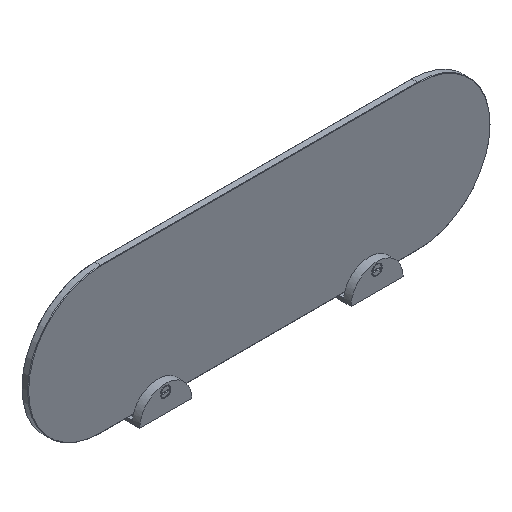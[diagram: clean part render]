
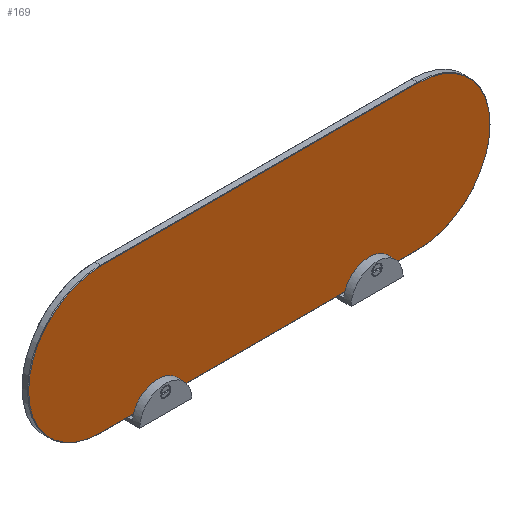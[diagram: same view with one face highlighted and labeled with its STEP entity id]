
A CAD part, isometric view. The second image highlights one B-rep face of the part: STEP entity #169.
In plain terms, the highlighted planar face has unit normal (0, -1, 0).
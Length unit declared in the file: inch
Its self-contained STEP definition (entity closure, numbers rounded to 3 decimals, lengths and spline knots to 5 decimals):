
#2=DIRECTION('',(-1.,0.,0.));
#3=VECTOR('',#2,12.);
#4=CARTESIAN_POINT('',(6.,-0.125,2.73));
#5=LINE('',#4,#3);
#6=CARTESIAN_POINT('',(6.,-0.125,0.));
#7=DIRECTION('',(0.,-1.,0.));
#8=DIRECTION('',(0.,0.,-1.));
#9=AXIS2_PLACEMENT_3D('',#6,#7,#8);
#11=DIRECTION('',(1.,0.,0.));
#12=VECTOR('',#11,12.);
#13=CARTESIAN_POINT('',(-6.,-0.125,
-2.73));
#14=LINE('',#13,#12);
#15=CARTESIAN_POINT('',(-6.,-0.125,0.));
#16=DIRECTION('',(0.,-1.,0.));
#17=DIRECTION('',(0.,0.,1.));
#18=AXIS2_PLACEMENT_3D('',#15,#16,#17);
#138=CARTESIAN_POINT('',(6.,-0.125,2.73));
#139=CARTESIAN_POINT('',(-6.,-0.125,
2.73));
#140=VERTEX_POINT('',#138);
#141=VERTEX_POINT('',#139);
#146=CARTESIAN_POINT('',(-6.,-0.125,-2.73));
#147=VERTEX_POINT('',#146);
#150=CARTESIAN_POINT('',(6.,-0.125,
-2.73));
#151=VERTEX_POINT('',#150);
#154=CARTESIAN_POINT('',(0.,-0.125,0.));
#155=DIRECTION('',(0.,1.,0.));
#156=DIRECTION('',(1.,0.,0.));
#157=AXIS2_PLACEMENT_3D('',#154,#155,#156);
#158=PLANE('',#157);
#160=ORIENTED_EDGE('',*,*,#159,.F.);
#162=ORIENTED_EDGE('',*,*,#161,.F.);
#164=ORIENTED_EDGE('',*,*,#163,.F.);
#166=ORIENTED_EDGE('',*,*,#165,.F.);
#167=EDGE_LOOP('',(#160,#162,#164,#166));
#168=FACE_OUTER_BOUND('',#167,.F.);
#169=ADVANCED_FACE('',(#168),#158,.F.);
#10=CIRCLE('',#9,2.73);
#19=CIRCLE('',#18,2.73);
#159=EDGE_CURVE('',#140,#141,#5,.T.);
#161=EDGE_CURVE('',#151,#140,#10,.T.);
#163=EDGE_CURVE('',#147,#151,#14,.T.);
#165=EDGE_CURVE('',#141,#147,#19,.T.);
